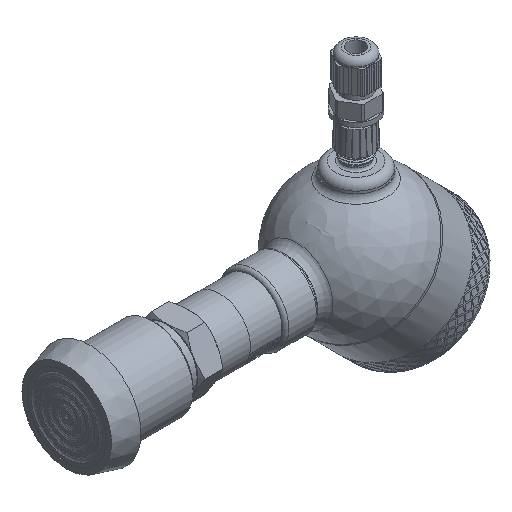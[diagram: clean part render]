
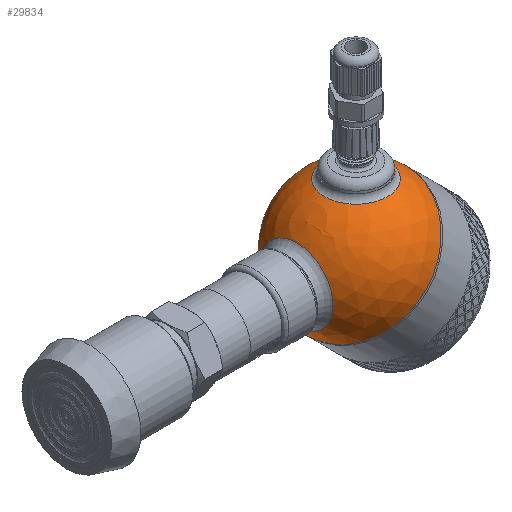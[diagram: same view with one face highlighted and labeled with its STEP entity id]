
A CAD part, isometric view. The second image highlights one B-rep face of the part: STEP entity #29834.
In plain terms, the highlighted spherical face has radius 30 mm.
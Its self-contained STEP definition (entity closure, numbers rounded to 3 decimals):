
#69=SPHERICAL_SURFACE('',#31179,30.);
#358=FACE_BOUND('',#5461,.T.);
#359=FACE_BOUND('',#5462,.T.);
#3408=FACE_OUTER_BOUND('',#5460,.T.);
#5460=EDGE_LOOP('',(#26566,#26567,#26568,#26569));
#5461=EDGE_LOOP('',(#26570));
#5462=EDGE_LOOP('',(#26571));
#6136=CIRCLE('',#31176,15.643);
#6139=CIRCLE('',#31180,30.);
#6140=CIRCLE('',#31181,30.);
#6141=CIRCLE('',#31182,30.);
#6142=CIRCLE('',#31183,13.5);
#13901=VERTEX_POINT('',#74613);
#13903=VERTEX_POINT('',#74619);
#13904=VERTEX_POINT('',#74620);
#13905=VERTEX_POINT('',#74622);
#13906=VERTEX_POINT('',#74625);
#18196=EDGE_CURVE('',#13901,#13901,#6136,.T.);
#18199=EDGE_CURVE('',#13903,#13904,#6139,.T.);
#18200=EDGE_CURVE('',#13903,#13905,#6140,.T.);
#18201=EDGE_CURVE('',#13904,#13903,#6141,.T.);
#18202=EDGE_CURVE('',#13906,#13906,#6142,.T.);
#26566=ORIENTED_EDGE('',*,*,#18199,.F.);
#26567=ORIENTED_EDGE('',*,*,#18200,.T.);
#26568=ORIENTED_EDGE('',*,*,#18200,.F.);
#26569=ORIENTED_EDGE('',*,*,#18201,.F.);
#26570=ORIENTED_EDGE('',*,*,#18196,.F.);
#26571=ORIENTED_EDGE('',*,*,#18202,.F.);
#29834=ADVANCED_FACE('',(#3408,#358,#359),#69,.T.);
#31176=AXIS2_PLACEMENT_3D('',#74614,#34386,#34387);
#31179=AXIS2_PLACEMENT_3D('',#74618,#34392,#34393);
#31180=AXIS2_PLACEMENT_3D('',#74621,#34394,#34395);
#31181=AXIS2_PLACEMENT_3D('',#74623,#34396,#34397);
#31182=AXIS2_PLACEMENT_3D('',#74624,#34398,#34399);
#31183=AXIS2_PLACEMENT_3D('',#74626,#34400,#34401);
#34386=DIRECTION('center_axis',(-0.707,0.,0.707));
#34387=DIRECTION('ref_axis',(0.707,0.,0.707));
#34392=DIRECTION('center_axis',(1.,0.,0.));
#34393=DIRECTION('ref_axis',(0.,-1.,0.));
#34394=DIRECTION('center_axis',(1.,0.,0.));
#34395=DIRECTION('ref_axis',(0.,1.,0.));
#34396=DIRECTION('center_axis',(0.,0.,1.));
#34397=DIRECTION('ref_axis',(0.,1.,0.));
#34398=DIRECTION('center_axis',(1.,0.,0.));
#34399=DIRECTION('ref_axis',(0.,1.,0.));
#34400=DIRECTION('center_axis',(-0.707,0.,-0.707));
#34401=DIRECTION('ref_axis',(-0.707,0.,0.707));
#74613=CARTESIAN_POINT('',(-29.162,0.,7.04));
#74614=CARTESIAN_POINT('Origin',(-18.101,0.,18.101));
#74618=CARTESIAN_POINT('Origin',(0.,0.,0.));
#74619=CARTESIAN_POINT('',(0.,30.,0.));
#74620=CARTESIAN_POINT('',(0.,-30.,0.));
#74621=CARTESIAN_POINT('Origin',(0.,0.,0.));
#74622=CARTESIAN_POINT('',(-30.,0.,0.));
#74623=CARTESIAN_POINT('Origin',(0.,0.,0.));
#74624=CARTESIAN_POINT('Origin',(0.,0.,0.));
#74625=CARTESIAN_POINT('',(-9.398,0.,-28.49));
#74626=CARTESIAN_POINT('Origin',(-18.944,0.,-18.944));
